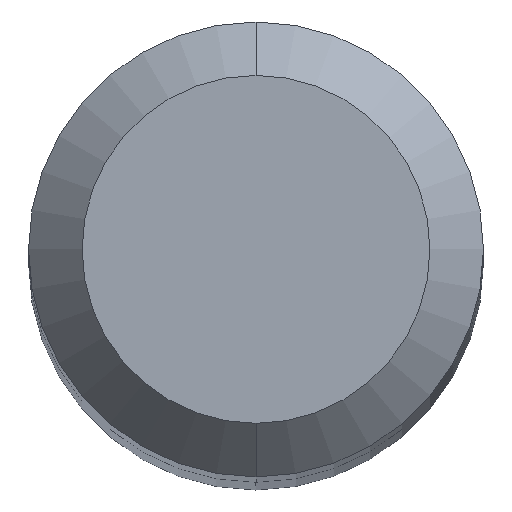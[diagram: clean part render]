
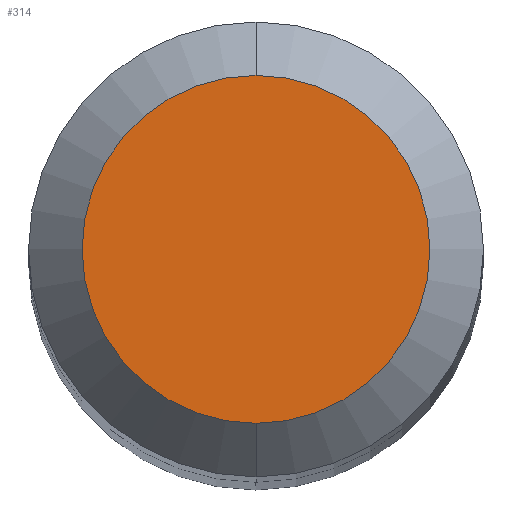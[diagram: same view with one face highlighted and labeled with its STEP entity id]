
A CAD part, top view. The second image highlights one B-rep face of the part: STEP entity #314.
In plain terms, the highlighted planar face has unit normal (0, 0, 1).
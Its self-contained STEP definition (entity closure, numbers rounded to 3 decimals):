
#10 = CARTESIAN_POINT ( 'NONE',  ( 0., 1.95, 86. ) ) ;
#63 = VERTEX_POINT ( 'NONE', #197 ) ;
#64 = FACE_OUTER_BOUND ( 'NONE', #101, .T. ) ;
#81 = EDGE_CURVE ( 'NONE', #244, #63, #93, .T. ) ;
#93 = CIRCLE ( 'NONE', #319, 1.95 ) ;
#95 = ORIENTED_EDGE ( 'NONE', *, *, #81, .F. ) ;
#101 = EDGE_LOOP ( 'NONE', ( #95, #322 ) ) ;
#117 = DIRECTION ( 'NONE',  ( 0., 0., -1. ) ) ;
#157 = PLANE ( 'NONE',  #254 ) ;
#170 = CIRCLE ( 'NONE', #311, 1.95 ) ;
#185 = DIRECTION ( 'NONE',  ( 0., 1., 0. ) ) ;
#188 = CARTESIAN_POINT ( 'NONE',  ( 0., 0., 86. ) ) ;
#197 = CARTESIAN_POINT ( 'NONE',  ( 0., -1.95, 86. ) ) ;
#198 = CARTESIAN_POINT ( 'NONE',  ( 0., 0., 86. ) ) ;
#243 = DIRECTION ( 'NONE',  ( 0., 1., 0. ) ) ;
#244 = VERTEX_POINT ( 'NONE', #10 ) ;
#254 = AXIS2_PLACEMENT_3D ( 'NONE', #276, #271, #243 ) ;
#255 = DIRECTION ( 'NONE',  ( 0., 1., 0. ) ) ;
#256 = EDGE_CURVE ( 'NONE', #63, #244, #170, .T. ) ;
#271 = DIRECTION ( 'NONE',  ( 0., 0., -1. ) ) ;
#276 = CARTESIAN_POINT ( 'NONE',  ( 0., 0., 86. ) ) ;
#311 = AXIS2_PLACEMENT_3D ( 'NONE', #198, #315, #255 ) ;
#314 = ADVANCED_FACE ( 'NONE', ( #64 ), #157, .F. ) ;
#315 = DIRECTION ( 'NONE',  ( 0., 0., -1. ) ) ;
#319 = AXIS2_PLACEMENT_3D ( 'NONE', #188, #117, #185 ) ;
#322 = ORIENTED_EDGE ( 'NONE', *, *, #256, .F. ) ;
